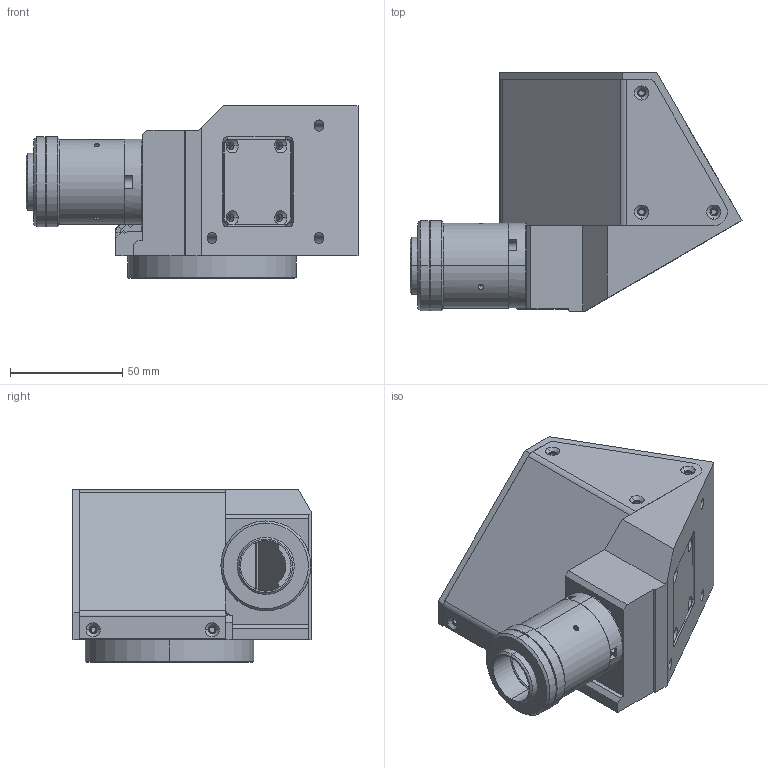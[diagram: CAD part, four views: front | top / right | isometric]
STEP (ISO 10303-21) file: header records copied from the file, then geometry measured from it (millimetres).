
FILE_DESCRIPTION (( 'STEP AP203' ), '1' );
FILE_NAME ('TCCR1M048-C.step', '2019-06-07T10:31:18', ( '' ), ( '' ), 'SwSTEP 2.0', 'SolidWorks 2018', '' );
FILE_SCHEMA (( 'CONFIG_CONTROL_DESIGN' ));
Length unit declared in the file: millimetre
Products named in the file (1): TCCR1M048-C
Bounding box: 147.72 x 106 x 76.86 mm (x, y, z)
Surface area: 65810.1 mm2 (no closed solid volume)
Topology: 0 solids, 16 shells, 276 faces, 869 edges, 605 vertices
Faces by surface type: cylinder 141, plane 93, cone 40, sphere 2
Entity records: 10046 total; most frequent: CARTESIAN_POINT 2018, DIRECTION 1791, ORIENTED_EDGE 1436, EDGE_CURVE 869, AXIS2_PLACEMENT_3D 666, VERTEX_POINT 605, VECTOR 459, LINE 459
